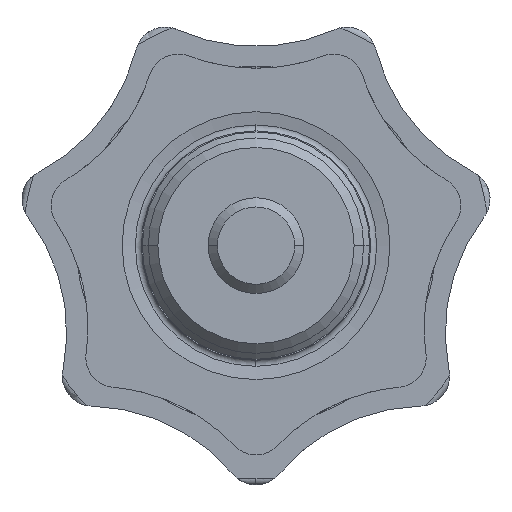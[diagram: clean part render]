
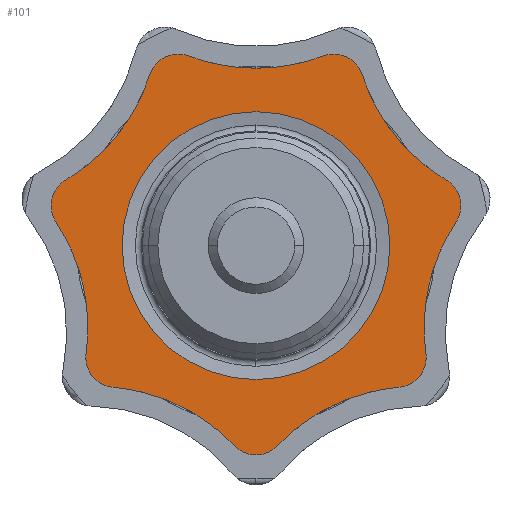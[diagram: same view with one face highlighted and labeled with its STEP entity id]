
A CAD part, front view. The second image highlights one B-rep face of the part: STEP entity #101.
In plain terms, the highlighted planar face has unit normal (0, -1, 0).
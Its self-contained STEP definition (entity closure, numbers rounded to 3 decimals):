
#101 = ADVANCED_FACE( '', ( #203, #204 ), #205, .F. );
#203 = FACE_BOUND( '', #358, .T. );
#204 = FACE_OUTER_BOUND( '', #359, .T. );
#205 = PLANE( '', #360 );
#358 = EDGE_LOOP( '', ( #662, #663 ) );
#359 = EDGE_LOOP( '', ( #664, #665, #666, #667, #668, #669, #670, #671, #672, #673, #674, #675, #676, #677, #678 ) );
#360 = AXIS2_PLACEMENT_3D( '', #679, #680, #681 );
#662 = ORIENTED_EDGE( '', *, *, #1185, .F. );
#663 = ORIENTED_EDGE( '', *, *, #1186, .F. );
#664 = ORIENTED_EDGE( '', *, *, #1178, .T. );
#665 = ORIENTED_EDGE( '', *, *, #1175, .T. );
#666 = ORIENTED_EDGE( '', *, *, #1170, .T. );
#667 = ORIENTED_EDGE( '', *, *, #1167, .T. );
#668 = ORIENTED_EDGE( '', *, *, #1164, .T. );
#669 = ORIENTED_EDGE( '', *, *, #1159, .T. );
#670 = ORIENTED_EDGE( '', *, *, #1187, .T. );
#671 = ORIENTED_EDGE( '', *, *, #1188, .T. );
#672 = ORIENTED_EDGE( '', *, *, #1189, .T. );
#673 = ORIENTED_EDGE( '', *, *, #1190, .T. );
#674 = ORIENTED_EDGE( '', *, *, #1191, .T. );
#675 = ORIENTED_EDGE( '', *, *, #1192, .T. );
#676 = ORIENTED_EDGE( '', *, *, #1193, .T. );
#677 = ORIENTED_EDGE( '', *, *, #1194, .T. );
#678 = ORIENTED_EDGE( '', *, *, #1183, .T. );
#679 = CARTESIAN_POINT( '', ( 0., 21.4, 0. ) );
#680 = DIRECTION( '', ( 0., 1., 0. ) );
#681 = DIRECTION( '', ( 0., 0., 1. ) );
#1159 = EDGE_CURVE( '', #1425, #1423, #1426, .T. );
#1164 = EDGE_CURVE( '', #1434, #1425, #1435, .T. );
#1167 = EDGE_CURVE( '', #1439, #1434, #1440, .T. );
#1170 = EDGE_CURVE( '', #1444, #1439, #1445, .T. );
#1175 = EDGE_CURVE( '', #1453, #1444, #1454, .T. );
#1178 = EDGE_CURVE( '', #1458, #1453, #1459, .T. );
#1183 = EDGE_CURVE( '', #1467, #1458, #1468, .T. );
#1185 = EDGE_CURVE( '', #1470, #1471, #1472, .T. );
#1186 = EDGE_CURVE( '', #1471, #1470, #1473, .T. );
#1187 = EDGE_CURVE( '', #1423, #1474, #1475, .T. );
#1188 = EDGE_CURVE( '', #1474, #1476, #1477, .T. );
#1189 = EDGE_CURVE( '', #1476, #1478, #1479, .T. );
#1190 = EDGE_CURVE( '', #1478, #1480, #1481, .T. );
#1191 = EDGE_CURVE( '', #1480, #1482, #1483, .T. );
#1192 = EDGE_CURVE( '', #1482, #1484, #1485, .T. );
#1193 = EDGE_CURVE( '', #1484, #1486, #1487, .T. );
#1194 = EDGE_CURVE( '', #1486, #1467, #1488, .T. );
#1423 = VERTEX_POINT( '', #1983 );
#1425 = VERTEX_POINT( '', #1986 );
#1426 = CIRCLE( '', #1987, 16. );
#1434 = VERTEX_POINT( '', #2007 );
#1435 = CIRCLE( '', #2008, 2.5 );
#1439 = VERTEX_POINT( '', #2013 );
#1440 = CIRCLE( '', #2014, 2.5 );
#1444 = VERTEX_POINT( '', #2019 );
#1445 = CIRCLE( '', #2020, 16. );
#1453 = VERTEX_POINT( '', #2040 );
#1454 = CIRCLE( '', #2041, 2.5 );
#1458 = VERTEX_POINT( '', #2046 );
#1459 = CIRCLE( '', #2047, 16. );
#1467 = VERTEX_POINT( '', #2067 );
#1468 = CIRCLE( '', #2068, 2.5 );
#1470 = VERTEX_POINT( '', #2071 );
#1471 = VERTEX_POINT( '', #2072 );
#1472 = CIRCLE( '', #2073, 11.193 );
#1473 = CIRCLE( '', #2074, 11.193 );
#1474 = VERTEX_POINT( '', #2075 );
#1475 = CIRCLE( '', #2076, 2.5 );
#1476 = VERTEX_POINT( '', #2077 );
#1477 = CIRCLE( '', #2078, 16. );
#1478 = VERTEX_POINT( '', #2079 );
#1479 = CIRCLE( '', #2080, 2.5 );
#1480 = VERTEX_POINT( '', #2081 );
#1481 = CIRCLE( '', #2082, 16. );
#1482 = VERTEX_POINT( '', #2083 );
#1483 = CIRCLE( '', #2084, 2.5 );
#1484 = VERTEX_POINT( '', #2085 );
#1485 = CIRCLE( '', #2086, 16. );
#1486 = VERTEX_POINT( '', #2087 );
#1487 = CIRCLE( '', #2088, 2.5 );
#1488 = CIRCLE( '', #2089, 16. );
#1983 = CARTESIAN_POINT( '', ( 11.95, 21.4, -11.842 ) );
#1986 = CARTESIAN_POINT( '', ( 1.808, 21.4, -16.727 ) );
#1987 = AXIS2_PLACEMENT_3D( '', #2539, #2540, #2541 );
#2007 = CARTESIAN_POINT( '', ( 0., 21.4, -17.5 ) );
#2008 = AXIS2_PLACEMENT_3D( '', #2549, #2550, #2551 );
#2013 = CARTESIAN_POINT( '', ( -1.808, 21.4, -16.727 ) );
#2014 = AXIS2_PLACEMENT_3D( '', #2556, #2557, #2558 );
#2019 = CARTESIAN_POINT( '', ( -11.95, 21.4, -11.842 ) );
#2020 = AXIS2_PLACEMENT_3D( '', #2563, #2564, #2565 );
#2040 = CARTESIAN_POINT( '', ( -14.205, 21.4, -9.016 ) );
#2041 = AXIS2_PLACEMENT_3D( '', #2573, #2574, #2575 );
#2046 = CARTESIAN_POINT( '', ( -16.71, 21.4, 1.96 ) );
#2047 = AXIS2_PLACEMENT_3D( '', #2580, #2581, #2582 );
#2067 = CARTESIAN_POINT( '', ( -15.905, 21.4, 5.485 ) );
#2068 = AXIS2_PLACEMENT_3D( '', #2590, #2591, #2592 );
#2071 = CARTESIAN_POINT( '', ( 0., 21.4, 11.193 ) );
#2072 = CARTESIAN_POINT( '', ( 0., 21.4, -11.193 ) );
#2073 = AXIS2_PLACEMENT_3D( '', #2594, #2595, #2596 );
#2074 = AXIS2_PLACEMENT_3D( '', #2597, #2598, #2599 );
#2075 = CARTESIAN_POINT( '', ( 14.205, 21.4, -9.016 ) );
#2076 = AXIS2_PLACEMENT_3D( '', #2600, #2601, #2602 );
#2077 = CARTESIAN_POINT( '', ( 16.71, 21.4, 1.96 ) );
#2078 = AXIS2_PLACEMENT_3D( '', #2603, #2604, #2605 );
#2079 = CARTESIAN_POINT( '', ( 15.905, 21.4, 5.485 ) );
#2080 = AXIS2_PLACEMENT_3D( '', #2606, #2607, #2608 );
#2081 = CARTESIAN_POINT( '', ( 8.886, 21.4, 14.286 ) );
#2082 = AXIS2_PLACEMENT_3D( '', #2609, #2610, #2611 );
#2083 = CARTESIAN_POINT( '', ( 5.629, 21.4, 15.855 ) );
#2084 = AXIS2_PLACEMENT_3D( '', #2612, #2613, #2614 );
#2085 = CARTESIAN_POINT( '', ( -5.629, 21.4, 15.855 ) );
#2086 = AXIS2_PLACEMENT_3D( '', #2615, #2616, #2617 );
#2087 = CARTESIAN_POINT( '', ( -8.886, 21.4, 14.286 ) );
#2088 = AXIS2_PLACEMENT_3D( '', #2618, #2619, #2620 );
#2089 = AXIS2_PLACEMENT_3D( '', #2621, #2622, #2623 );
#2539 = CARTESIAN_POINT( '', ( 13.377, 21.4, -27.779 ) );
#2540 = DIRECTION( '', ( 0., 1., 0. ) );
#2541 = DIRECTION( '', ( -0.089, 0., 0.996 ) );
#2549 = CARTESIAN_POINT( '', ( 0., 21.4, -15. ) );
#2550 = DIRECTION( '', ( 0., -1., 0. ) );
#2551 = DIRECTION( '', ( 0.723, 0., -0.691 ) );
#2556 = CARTESIAN_POINT( '', ( 0., 21.4, -15. ) );
#2557 = DIRECTION( '', ( 0., -1., 0. ) );
#2558 = DIRECTION( '', ( 0., 0., -1. ) );
#2563 = CARTESIAN_POINT( '', ( -13.377, 21.4, -27.779 ) );
#2564 = DIRECTION( '', ( 0., 1., 0. ) );
#2565 = DIRECTION( '', ( 0.723, 0., 0.691 ) );
#2573 = CARTESIAN_POINT( '', ( -11.727, 21.4, -9.352 ) );
#2574 = DIRECTION( '', ( 0., -1., 0. ) );
#2575 = DIRECTION( '', ( -0.089, 0., -0.996 ) );
#2580 = CARTESIAN_POINT( '', ( -30.059, 21.4, -6.861 ) );
#2581 = DIRECTION( '', ( 0., 1., 0. ) );
#2582 = DIRECTION( '', ( 0.991, 0., -0.135 ) );
#2590 = CARTESIAN_POINT( '', ( -14.624, 21.4, 3.338 ) );
#2591 = DIRECTION( '', ( 0., -1., 0. ) );
#2592 = DIRECTION( '', ( -0.834, 0., -0.551 ) );
#2594 = CARTESIAN_POINT( '', ( 0., 21.4, 0. ) );
#2595 = DIRECTION( '', ( 0., -1., 0. ) );
#2596 = DIRECTION( '', ( 0., 0., -1. ) );
#2597 = CARTESIAN_POINT( '', ( 0., 21.4, 0. ) );
#2598 = DIRECTION( '', ( 0., -1., 0. ) );
#2599 = DIRECTION( '', ( 0., 0., -1. ) );
#2600 = CARTESIAN_POINT( '', ( 11.727, 21.4, -9.352 ) );
#2601 = DIRECTION( '', ( 0., -1., 0. ) );
#2602 = DIRECTION( '', ( 0.991, 0., 0.135 ) );
#2603 = CARTESIAN_POINT( '', ( 30.059, 21.4, -6.861 ) );
#2604 = DIRECTION( '', ( 0., 1., 0. ) );
#2605 = DIRECTION( '', ( -0.834, 0., 0.551 ) );
#2606 = CARTESIAN_POINT( '', ( 14.624, 21.4, 3.338 ) );
#2607 = DIRECTION( '', ( 0., -1., 0. ) );
#2608 = DIRECTION( '', ( 0.513, 0., 0.859 ) );
#2609 = CARTESIAN_POINT( '', ( 24.105, 21.4, 19.223 ) );
#2610 = DIRECTION( '', ( 0., 1., 0. ) );
#2611 = DIRECTION( '', ( -0.951, 0., -0.309 ) );
#2612 = CARTESIAN_POINT( '', ( 6.508, 21.4, 13.515 ) );
#2613 = DIRECTION( '', ( 0., -1., 0. ) );
#2614 = DIRECTION( '', ( -0.352, 0., 0.936 ) );
#2615 = CARTESIAN_POINT( '', ( 0., 21.4, 30.832 ) );
#2616 = DIRECTION( '', ( 0., 1., 0. ) );
#2617 = DIRECTION( '', ( -0.352, 0., -0.936 ) );
#2618 = CARTESIAN_POINT( '', ( -6.508, 21.4, 13.515 ) );
#2619 = DIRECTION( '', ( 0., -1., 0. ) );
#2620 = DIRECTION( '', ( -0.951, 0., 0.309 ) );
#2621 = CARTESIAN_POINT( '', ( -24.105, 21.4, 19.223 ) );
#2622 = DIRECTION( '', ( 0., 1., 0. ) );
#2623 = DIRECTION( '', ( 0.513, 0., -0.859 ) );
